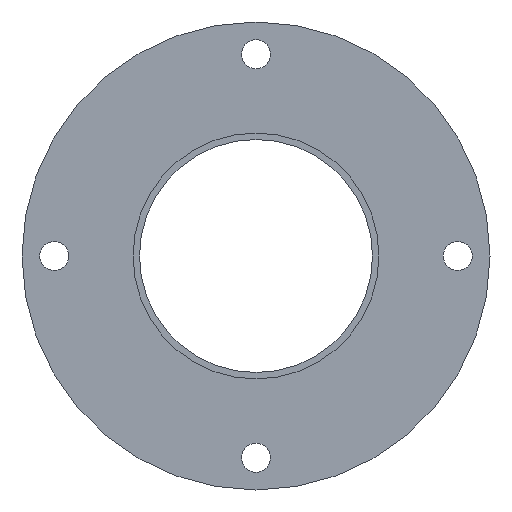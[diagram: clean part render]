
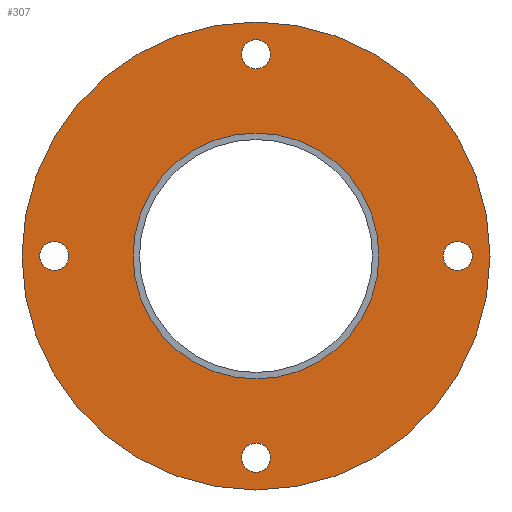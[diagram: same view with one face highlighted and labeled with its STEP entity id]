
A CAD part, left-side view. The second image highlights one B-rep face of the part: STEP entity #307.
In plain terms, the highlighted planar face has unit normal (-1, 0, 0).
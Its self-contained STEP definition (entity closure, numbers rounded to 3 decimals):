
#3 = DIRECTION ( 'NONE',  ( 0., 0., 1. ) ) ;
#9 = CARTESIAN_POINT ( 'NONE',  ( -4.5, 62.5, 4.5 ) ) ;
#14 = CARTESIAN_POINT ( 'NONE',  ( -4.5, 72.5, 0. ) ) ;
#15 = CARTESIAN_POINT ( 'NONE',  ( -4.5, 0., 72.5 ) ) ;
#21 = AXIS2_PLACEMENT_3D ( 'NONE', #207, #295, #108 ) ;
#25 = CARTESIAN_POINT ( 'NONE',  ( -4.5, 0., 0. ) ) ;
#30 = CIRCLE ( 'NONE', #343, 4.5 ) ;
#32 = ORIENTED_EDGE ( 'NONE', *, *, #253, .T. ) ;
#38 = AXIS2_PLACEMENT_3D ( 'NONE', #167, #262, #135 ) ;
#46 = EDGE_LOOP ( 'NONE', ( #210 ) ) ;
#51 = FACE_BOUND ( 'NONE', #176, .T. ) ;
#52 = DIRECTION ( 'NONE',  ( -1., 0., 0. ) ) ;
#53 = EDGE_CURVE ( 'NONE', #235, #235, #81, .T. ) ;
#55 = EDGE_LOOP ( 'NONE', ( #32 ) ) ;
#64 = EDGE_CURVE ( 'NONE', #204, #204, #86, .T. ) ;
#71 = ORIENTED_EDGE ( 'NONE', *, *, #64, .F. ) ;
#79 = CARTESIAN_POINT ( 'NONE',  ( -4.5, 0., 38.1 ) ) ;
#80 = VERTEX_POINT ( 'NONE', #15 ) ;
#81 = CIRCLE ( 'NONE', #259, 38.1 ) ;
#86 = CIRCLE ( 'NONE', #21, 4.5 ) ;
#88 = VERTEX_POINT ( 'NONE', #205 ) ;
#108 = DIRECTION ( 'NONE',  ( 0., 0., 1. ) ) ;
#111 = DIRECTION ( 'NONE',  ( 0., 0., 1. ) ) ;
#118 = EDGE_LOOP ( 'NONE', ( #71 ) ) ;
#135 = DIRECTION ( 'NONE',  ( 0., 0., 1. ) ) ;
#143 = FACE_OUTER_BOUND ( 'NONE', #55, .T. ) ;
#157 = DIRECTION ( 'NONE',  ( -1., 0., 0. ) ) ;
#159 = AXIS2_PLACEMENT_3D ( 'NONE', #185, #52, #298 ) ;
#164 = CIRCLE ( 'NONE', #159, 4.5 ) ;
#167 = CARTESIAN_POINT ( 'NONE',  ( -4.5, 0., -62.5 ) ) ;
#170 = CIRCLE ( 'NONE', #38, 4.5 ) ;
#172 = FACE_BOUND ( 'NONE', #252, .T. ) ;
#176 = EDGE_LOOP ( 'NONE', ( #340 ) ) ;
#185 = CARTESIAN_POINT ( 'NONE',  ( -4.5, -62.5, 0. ) ) ;
#187 = CARTESIAN_POINT ( 'NONE',  ( -4.5, 0., 0. ) ) ;
#192 = DIRECTION ( 'NONE',  ( -1., 0., 0. ) ) ;
#204 = VERTEX_POINT ( 'NONE', #216 ) ;
#205 = CARTESIAN_POINT ( 'NONE',  ( -4.5, 0., -58. ) ) ;
#207 = CARTESIAN_POINT ( 'NONE',  ( -4.5, 0., 62.5 ) ) ;
#210 = ORIENTED_EDGE ( 'NONE', *, *, #327, .F. ) ;
#216 = CARTESIAN_POINT ( 'NONE',  ( -4.5, 0., 67. ) ) ;
#224 = ORIENTED_EDGE ( 'NONE', *, *, #226, .F. ) ;
#226 = EDGE_CURVE ( 'NONE', #88, #88, #170, .T. ) ;
#235 = VERTEX_POINT ( 'NONE', #79 ) ;
#240 = DIRECTION ( 'NONE',  ( -1., 0., 0. ) ) ;
#252 = EDGE_LOOP ( 'NONE', ( #323 ) ) ;
#253 = EDGE_CURVE ( 'NONE', #80, #80, #341, .T. ) ;
#259 = AXIS2_PLACEMENT_3D ( 'NONE', #187, #240, #324 ) ;
#262 = DIRECTION ( 'NONE',  ( -1., 0., 0. ) ) ;
#264 = DIRECTION ( 'NONE',  ( -1., 0., 0. ) ) ;
#268 = PLANE ( 'NONE',  #325 ) ;
#269 = VERTEX_POINT ( 'NONE', #9 ) ;
#279 = AXIS2_PLACEMENT_3D ( 'NONE', #25, #264, #111 ) ;
#282 = FACE_BOUND ( 'NONE', #118, .T. ) ;
#289 = FACE_BOUND ( 'NONE', #46, .T. ) ;
#293 = FACE_BOUND ( 'NONE', #302, .T. ) ;
#295 = DIRECTION ( 'NONE',  ( -1., 0., 0. ) ) ;
#298 = DIRECTION ( 'NONE',  ( 0., 0., 1. ) ) ;
#302 = EDGE_LOOP ( 'NONE', ( #224 ) ) ;
#307 = ADVANCED_FACE ( 'NONE', ( #51, #282, #289, #293, #143, #172 ), #268, .T. ) ;
#309 = CARTESIAN_POINT ( 'NONE',  ( -4.5, 62.5, 0. ) ) ;
#322 = CARTESIAN_POINT ( 'NONE',  ( -4.5, -62.5, 4.5 ) ) ;
#323 = ORIENTED_EDGE ( 'NONE', *, *, #53, .F. ) ;
#324 = DIRECTION ( 'NONE',  ( 0., 0., 1. ) ) ;
#325 = AXIS2_PLACEMENT_3D ( 'NONE', #14, #192, #328 ) ;
#327 = EDGE_CURVE ( 'NONE', #330, #330, #164, .T. ) ;
#328 = DIRECTION ( 'NONE',  ( 0., 0., 1. ) ) ;
#330 = VERTEX_POINT ( 'NONE', #322 ) ;
#333 = EDGE_CURVE ( 'NONE', #269, #269, #30, .T. ) ;
#340 = ORIENTED_EDGE ( 'NONE', *, *, #333, .F. ) ;
#341 = CIRCLE ( 'NONE', #279, 72.5 ) ;
#343 = AXIS2_PLACEMENT_3D ( 'NONE', #309, #157, #3 ) ;
